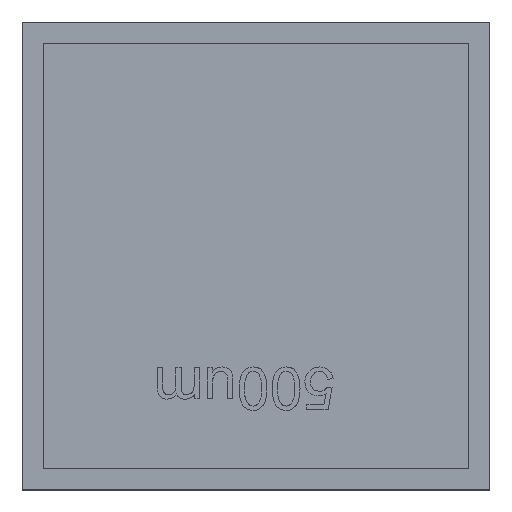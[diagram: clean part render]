
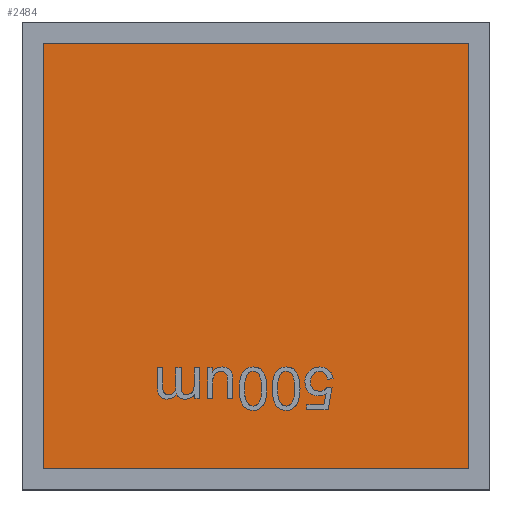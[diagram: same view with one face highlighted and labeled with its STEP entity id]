
A CAD part, top view. The second image highlights one B-rep face of the part: STEP entity #2484.
In plain terms, the highlighted planar face has unit normal (0, 0, 1).
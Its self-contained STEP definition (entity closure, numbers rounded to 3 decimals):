
#95=PLANE('',#2560);
#232=FACE_OUTER_BOUND('',#373,.T.);
#373=EDGE_LOOP('',(#2258,#2259,#2260,#2261));
#562=LINE('',#5013,#759);
#565=LINE('',#5019,#762);
#568=LINE('',#5025,#765);
#571=LINE('',#5029,#768);
#759=VECTOR('',#2853,10.);
#762=VECTOR('',#2858,10.);
#765=VECTOR('',#2863,10.);
#768=VECTOR('',#2868,10.);
#1171=VERTEX_POINT('',#5010);
#1172=VERTEX_POINT('',#5012);
#1174=VERTEX_POINT('',#5018);
#1176=VERTEX_POINT('',#5024);
#1530=EDGE_CURVE('',#1172,#1171,#562,.T.);
#1533=EDGE_CURVE('',#1174,#1172,#565,.T.);
#1536=EDGE_CURVE('',#1176,#1174,#568,.T.);
#1539=EDGE_CURVE('',#1171,#1176,#571,.T.);
#2258=ORIENTED_EDGE('',*,*,#1539,.T.);
#2259=ORIENTED_EDGE('',*,*,#1536,.T.);
#2260=ORIENTED_EDGE('',*,*,#1533,.T.);
#2261=ORIENTED_EDGE('',*,*,#1530,.T.);
#2484=ADVANCED_FACE('',(#232),#95,.T.);
#2560=AXIS2_PLACEMENT_3D('',#5030,#2869,#2870);
#2853=DIRECTION('',(0.,-1.,0.));
#2858=DIRECTION('',(-1.,0.,0.));
#2863=DIRECTION('',(0.,1.,0.));
#2868=DIRECTION('',(1.,0.,0.));
#2869=DIRECTION('center_axis',(0.,0.,1.));
#2870=DIRECTION('ref_axis',(1.,0.,0.));
#5010=CARTESIAN_POINT('',(-10.,-10.,0.52));
#5012=CARTESIAN_POINT('',(-10.,10.,0.52));
#5013=CARTESIAN_POINT('',(-10.,-10.,0.52));
#5018=CARTESIAN_POINT('',(10.,10.,0.52));
#5019=CARTESIAN_POINT('',(-10.,10.,0.52));
#5024=CARTESIAN_POINT('',(10.,-10.,0.52));
#5025=CARTESIAN_POINT('',(10.,10.,0.52));
#5029=CARTESIAN_POINT('',(10.,-10.,0.52));
#5030=CARTESIAN_POINT('Origin',(0.,0.,0.52));
